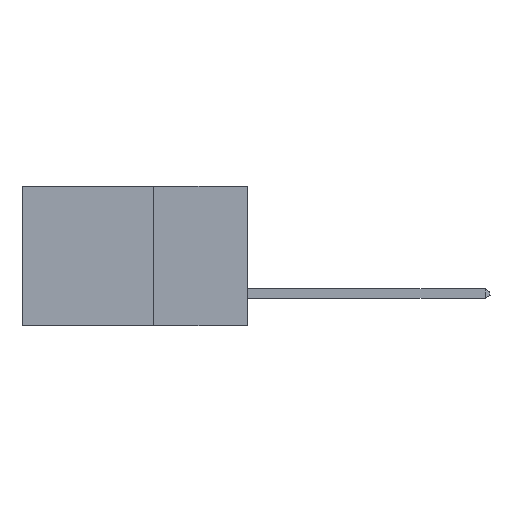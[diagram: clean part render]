
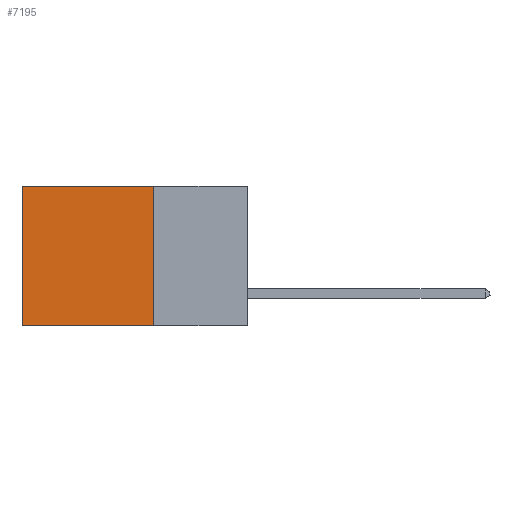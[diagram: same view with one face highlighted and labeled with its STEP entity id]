
A CAD part, left-side view. The second image highlights one B-rep face of the part: STEP entity #7195.
In plain terms, the highlighted planar face has unit normal (-1, 0, 0).
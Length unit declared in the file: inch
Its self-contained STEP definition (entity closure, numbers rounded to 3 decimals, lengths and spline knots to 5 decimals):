
#284 = VERTEX_POINT ( 'NONE', #15586 ) ;
#844 = DIRECTION ( 'NONE',  ( 0., 1., 0. ) ) ;
#1842 = LINE ( 'NONE', #21112, #2611 ) ;
#2611 = VECTOR ( 'NONE', #14523, 39.37008 ) ;
#3221 = VERTEX_POINT ( 'NONE', #16865 ) ;
#3509 = DIRECTION ( 'NONE',  ( 0., 0., -1. ) ) ;
#4297 = AXIS2_PLACEMENT_3D ( 'NONE', #9507, #10871, #14107 ) ;
#4871 = VERTEX_POINT ( 'NONE', #19794 ) ;
#5312 = ORIENTED_EDGE ( 'NONE', *, *, #15384, .F. ) ;
#7195 = ADVANCED_FACE ( 'NONE', ( #18442 ), #12672, .F. ) ;
#7572 = CARTESIAN_POINT ( 'NONE',  ( 0.298, 0.25, -0.37 ) ) ;
#7635 = CARTESIAN_POINT ( 'NONE',  ( 0.298, 0.25, 0. ) ) ;
#9507 = CARTESIAN_POINT ( 'NONE',  ( 0.298, 0.25, 0. ) ) ;
#10064 = CARTESIAN_POINT ( 'NONE',  ( 0.298, 0.6, 0. ) ) ;
#10282 = LINE ( 'NONE', #7572, #19308 ) ;
#10871 = DIRECTION ( 'NONE',  ( 1., 0., 0. ) ) ;
#11680 = CARTESIAN_POINT ( 'NONE',  ( 0.298, 0.25, 0. ) ) ;
#12053 = EDGE_CURVE ( 'NONE', #284, #3221, #16126, .T. ) ;
#12672 = PLANE ( 'NONE',  #4297 ) ;
#13737 = EDGE_LOOP ( 'NONE', ( #19425, #16850, #5312, #20899 ) ) ;
#13883 = DIRECTION ( 'NONE',  ( 0., 1., 0. ) ) ;
#14107 = DIRECTION ( 'NONE',  ( 0., 0., -1. ) ) ;
#14523 = DIRECTION ( 'NONE',  ( 0., 0., -1. ) ) ;
#15384 = EDGE_CURVE ( 'NONE', #17661, #4871, #1842, .T. ) ;
#15586 = CARTESIAN_POINT ( 'NONE',  ( 0.298, 0.6, 0. ) ) ;
#16126 = LINE ( 'NONE', #10064, #20288 ) ;
#16309 = EDGE_CURVE ( 'NONE', #17661, #284, #20633, .T. ) ;
#16850 = ORIENTED_EDGE ( 'NONE', *, *, #16910, .F. ) ;
#16865 = CARTESIAN_POINT ( 'NONE',  ( 0.298, 0.6, -0.37 ) ) ;
#16910 = EDGE_CURVE ( 'NONE', #4871, #3221, #10282, .T. ) ;
#17661 = VERTEX_POINT ( 'NONE', #11680 ) ;
#18442 = FACE_OUTER_BOUND ( 'NONE', #13737, .T. ) ;
#18570 = VECTOR ( 'NONE', #844, 39.37008 ) ;
#19308 = VECTOR ( 'NONE', #13883, 39.37008 ) ;
#19425 = ORIENTED_EDGE ( 'NONE', *, *, #12053, .T. ) ;
#19794 = CARTESIAN_POINT ( 'NONE',  ( 0.298, 0.25, -0.37 ) ) ;
#20288 = VECTOR ( 'NONE', #3509, 39.37008 ) ;
#20633 = LINE ( 'NONE', #7635, #18570 ) ;
#20899 = ORIENTED_EDGE ( 'NONE', *, *, #16309, .T. ) ;
#21112 = CARTESIAN_POINT ( 'NONE',  ( 0.298, 0.25, 0. ) ) ;
